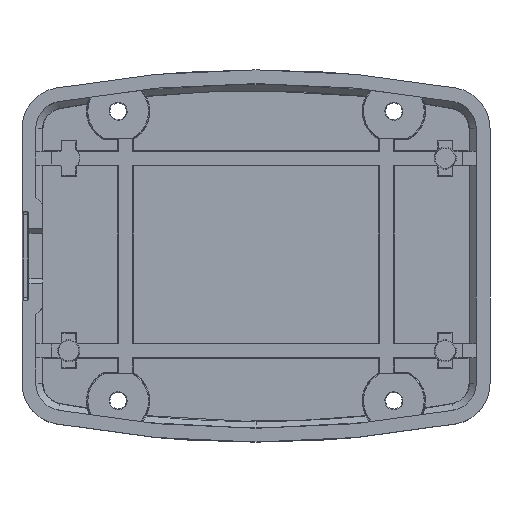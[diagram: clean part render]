
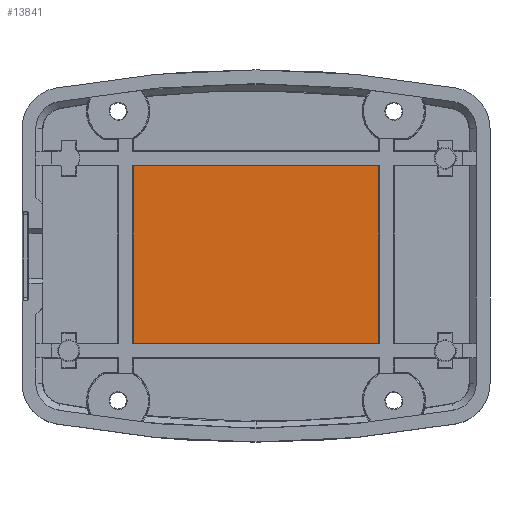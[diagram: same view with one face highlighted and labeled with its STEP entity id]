
A CAD part, top view. The second image highlights one B-rep face of the part: STEP entity #13841.
In plain terms, the highlighted planar face has unit normal (0, 0, 1).
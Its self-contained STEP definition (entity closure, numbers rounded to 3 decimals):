
#549 = VECTOR ( 'NONE', #12432, 1000. ) ;
#983 = CARTESIAN_POINT ( 'NONE',  ( 49.288, 5.35, 0. ) ) ;
#1066 = DIRECTION ( 'NONE',  ( 1., 0., 0. ) ) ;
#1071 = VERTEX_POINT ( 'NONE', #7566 ) ;
#1870 = CARTESIAN_POINT ( 'NONE',  ( 13.612, 0., 0. ) ) ;
#2302 = VECTOR ( 'NONE', #7542, 1000. ) ;
#2536 = EDGE_LOOP ( 'NONE', ( #3382, #11318, #11566, #5396 ) ) ;
#3171 = LINE ( 'NONE', #3985, #549 ) ;
#3364 = DIRECTION ( 'NONE',  ( 0., 0., 1. ) ) ;
#3382 = ORIENTED_EDGE ( 'NONE', *, *, #14302, .T. ) ;
#3426 = DIRECTION ( 'NONE',  ( 1., 0., 0. ) ) ;
#3590 = VECTOR ( 'NONE', #5326, 1000. ) ;
#3985 = CARTESIAN_POINT ( 'NONE',  ( 0., 31.09, 0. ) ) ;
#4369 = EDGE_CURVE ( 'NONE', #4930, #1071, #5492, .T. ) ;
#4460 = CARTESIAN_POINT ( 'NONE',  ( 13.612, 31.09, 0. ) ) ;
#4725 = VECTOR ( 'NONE', #3426, 1000. ) ;
#4930 = VERTEX_POINT ( 'NONE', #983 ) ;
#5326 = DIRECTION ( 'NONE',  ( 0., -1., 0. ) ) ;
#5396 = ORIENTED_EDGE ( 'NONE', *, *, #8537, .T. ) ;
#5492 = LINE ( 'NONE', #12197, #2302 ) ;
#5732 = EDGE_CURVE ( 'NONE', #8861, #4930, #7884, .T. ) ;
#7491 = LINE ( 'NONE', #1870, #3590 ) ;
#7542 = DIRECTION ( 'NONE',  ( 0., 1., 0. ) ) ;
#7566 = CARTESIAN_POINT ( 'NONE',  ( 49.288, 31.09, 0. ) ) ;
#7884 = LINE ( 'NONE', #10528, #4725 ) ;
#8287 = CARTESIAN_POINT ( 'NONE',  ( 0., 0., 0. ) ) ;
#8537 = EDGE_CURVE ( 'NONE', #1071, #12343, #3171, .T. ) ;
#8861 = VERTEX_POINT ( 'NONE', #11160 ) ;
#9203 = AXIS2_PLACEMENT_3D ( 'NONE', #8287, #3364, #1066 ) ;
#10528 = CARTESIAN_POINT ( 'NONE',  ( 0., 5.35, 0. ) ) ;
#11160 = CARTESIAN_POINT ( 'NONE',  ( 13.612, 5.35, 0. ) ) ;
#11318 = ORIENTED_EDGE ( 'NONE', *, *, #5732, .T. ) ;
#11566 = ORIENTED_EDGE ( 'NONE', *, *, #4369, .T. ) ;
#12197 = CARTESIAN_POINT ( 'NONE',  ( 49.288, 0., 0. ) ) ;
#12317 = FACE_OUTER_BOUND ( 'NONE', #2536, .T. ) ;
#12343 = VERTEX_POINT ( 'NONE', #4460 ) ;
#12432 = DIRECTION ( 'NONE',  ( -1., 0., 0. ) ) ;
#13841 = ADVANCED_FACE ( 'NONE', ( #12317 ), #15351, .T. ) ;
#14302 = EDGE_CURVE ( 'NONE', #12343, #8861, #7491, .T. ) ;
#15351 = PLANE ( 'NONE',  #9203 ) ;
